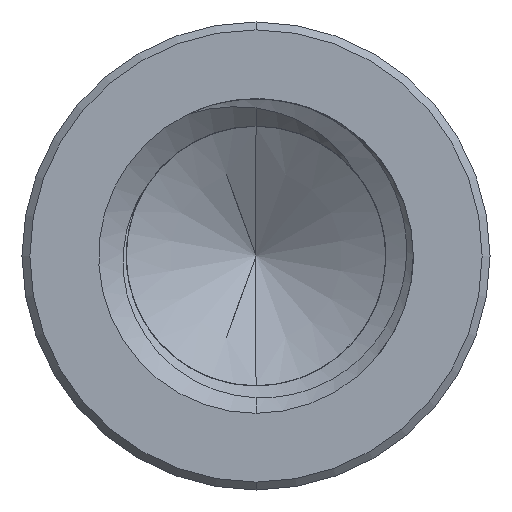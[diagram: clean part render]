
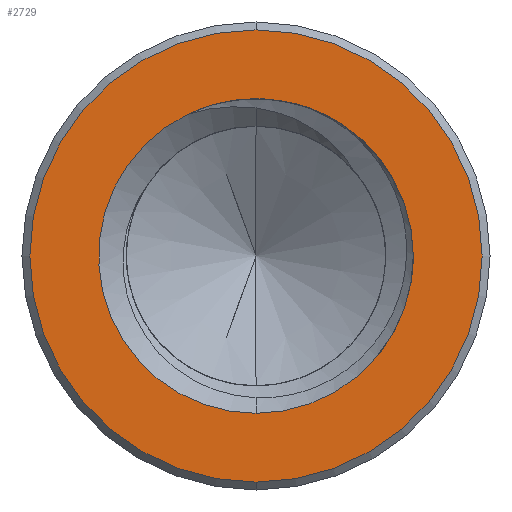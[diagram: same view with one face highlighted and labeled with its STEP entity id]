
A CAD part, front view. The second image highlights one B-rep face of the part: STEP entity #2729.
In plain terms, the highlighted planar face has unit normal (0, -1, 0).
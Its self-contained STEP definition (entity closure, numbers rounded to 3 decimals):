
#80 = FACE_OUTER_BOUND ( 'NONE', #6999, .T. ) ;
#270 = AXIS2_PLACEMENT_3D ( 'NONE', #5268, #5990, #8176 ) ;
#352 = ORIENTED_EDGE ( 'NONE', *, *, #1850, .T. ) ;
#401 = CARTESIAN_POINT ( 'NONE',  ( 0., -28., 0. ) ) ;
#561 = CARTESIAN_POINT ( 'NONE',  ( 0., -28., 2.875 ) ) ;
#1063 = CIRCLE ( 'NONE', #1851, 2. ) ;
#1142 = VERTEX_POINT ( 'NONE', #1489 ) ;
#1216 = CARTESIAN_POINT ( 'NONE',  ( 0., -28., 0. ) ) ;
#1277 = AXIS2_PLACEMENT_3D ( 'NONE', #1515, #8634, #3633 ) ;
#1466 = DIRECTION ( 'NONE',  ( 0., 1., 0. ) ) ;
#1489 = CARTESIAN_POINT ( 'NONE',  ( -0.874, -28., 1.799 ) ) ;
#1515 = CARTESIAN_POINT ( 'NONE',  ( 0., -28., 0. ) ) ;
#1850 = EDGE_CURVE ( 'NONE', #7112, #2435, #5099, .T. ) ;
#1851 = AXIS2_PLACEMENT_3D ( 'NONE', #401, #6741, #3347 ) ;
#1967 = CARTESIAN_POINT ( 'NONE',  ( 0., -28., -2. ) ) ;
#2435 = VERTEX_POINT ( 'NONE', #3212 ) ;
#2511 = CARTESIAN_POINT ( 'NONE',  ( 0., -28., 0. ) ) ;
#2545 = DIRECTION ( 'NONE',  ( 0., 0., 1. ) ) ;
#2729 = ADVANCED_FACE ( 'NONE', ( #5644, #80 ), #6897, .F. ) ;
#2906 = CARTESIAN_POINT ( 'NONE',  ( 0., -28., 0. ) ) ;
#3059 = ORIENTED_EDGE ( 'NONE', *, *, #6446, .T. ) ;
#3200 = CIRCLE ( 'NONE', #3718, 2.875 ) ;
#3212 = CARTESIAN_POINT ( 'NONE',  ( 0., -28., -2.875 ) ) ;
#3215 = DIRECTION ( 'NONE',  ( 0., -1., 0. ) ) ;
#3347 = DIRECTION ( 'NONE',  ( 0., 0., 1. ) ) ;
#3573 = VERTEX_POINT ( 'NONE', #1967 ) ;
#3631 = AXIS2_PLACEMENT_3D ( 'NONE', #1216, #6958, #9040 ) ;
#3633 = DIRECTION ( 'NONE',  ( 0., 0., 1. ) ) ;
#3644 = DIRECTION ( 'NONE',  ( 0., 0., 1. ) ) ;
#3718 = AXIS2_PLACEMENT_3D ( 'NONE', #2511, #3215, #2545 ) ;
#3740 = ORIENTED_EDGE ( 'NONE', *, *, #8769, .T. ) ;
#4615 = CARTESIAN_POINT ( 'NONE',  ( 0.675, -28., 1.883 ) ) ;
#4971 = EDGE_CURVE ( 'NONE', #8733, #3573, #7591, .T. ) ;
#5099 = CIRCLE ( 'NONE', #1277, 2.875 ) ;
#5268 = CARTESIAN_POINT ( 'NONE',  ( 0., -28., 0. ) ) ;
#5342 = EDGE_LOOP ( 'NONE', ( #7162, #7990, #3059 ) ) ;
#5644 = FACE_BOUND ( 'NONE', #5342, .T. ) ;
#5778 = CIRCLE ( 'NONE', #270, 2. ) ;
#5990 = DIRECTION ( 'NONE',  ( 0., 1., 0. ) ) ;
#6446 = EDGE_CURVE ( 'NONE', #1142, #8733, #1063, .T. ) ;
#6741 = DIRECTION ( 'NONE',  ( 0., 1., 0. ) ) ;
#6897 = PLANE ( 'NONE',  #3631 ) ;
#6958 = DIRECTION ( 'NONE',  ( 0., 1., 0. ) ) ;
#6999 = EDGE_LOOP ( 'NONE', ( #352, #3740 ) ) ;
#7112 = VERTEX_POINT ( 'NONE', #561 ) ;
#7162 = ORIENTED_EDGE ( 'NONE', *, *, #4971, .T. ) ;
#7591 = CIRCLE ( 'NONE', #8268, 2. ) ;
#7802 = EDGE_CURVE ( 'NONE', #3573, #1142, #5778, .T. ) ;
#7990 = ORIENTED_EDGE ( 'NONE', *, *, #7802, .T. ) ;
#8176 = DIRECTION ( 'NONE',  ( 0., 0., 1. ) ) ;
#8268 = AXIS2_PLACEMENT_3D ( 'NONE', #2906, #1466, #3644 ) ;
#8634 = DIRECTION ( 'NONE',  ( 0., -1., 0. ) ) ;
#8733 = VERTEX_POINT ( 'NONE', #4615 ) ;
#8769 = EDGE_CURVE ( 'NONE', #2435, #7112, #3200, .T. ) ;
#9040 = DIRECTION ( 'NONE',  ( 0., 0., 1. ) ) ;
